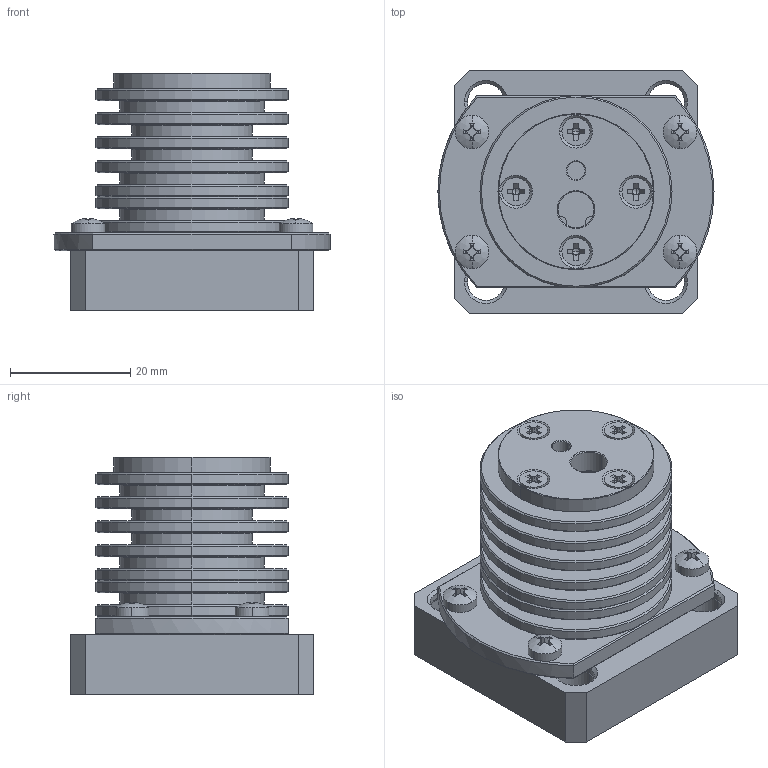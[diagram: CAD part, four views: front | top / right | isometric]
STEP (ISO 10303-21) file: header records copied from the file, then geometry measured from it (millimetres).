
FILE_DESCRIPTION (( 'STEP AP214' ), '1' );
FILE_NAME ('THR-101-110-010_00.STEP', '2024-12-29T15:36:27', ( '' ), ( '' ), 'SwSTEP 2.0', 'SolidWorks 2022', '' );
FILE_SCHEMA (( 'AUTOMOTIVE_DESIGN' ));
Length unit declared in the file: millimetre
Products named in the file (14): countersunk flat head cross recess screw_din_DIN EN ISO 7046-1 - M2.5 x 16 - Z - 16N; Hamamatsu_A3179_310; Hamamatsu_TO-8_G12180_1mm_die; Hamamatsu_A3179_320; countersunk flat head cross recess screw_din_DIN EN ISO 7046-1 - M2.5 x 5 - Z - 5N; Hamamatsu_G12180-210A; Hamamatsu_A3179-01_010; THR-101-110-110_00; THR-101-110-010_00; Hamamatsu_TO-8_10mm_can; Hamamatsu_A3179_120; Hamamatsu_A3179_210; sheet metal screws_din_Tapping screw DIN 7049-ST2.9x9.5-C-H-N; Hamamatsu_TO-8_window
Assembly tree (22 placements, depth 3):
  THR-101-110-010_00
    THR-101-110-110_00
    Hamamatsu_A3179-01_010
      Hamamatsu_A3179_120
      Hamamatsu_A3179_210
      Hamamatsu_A3179_310
      Hamamatsu_A3179_320
      countersunk flat head cross recess screw_din_DIN EN ISO 7046-1 - M2.5 x 5 - Z - 5N  x4
      countersunk flat head cross recess screw_din_DIN EN ISO 7046-1 - M2.5 x 16 - Z - 16N  x4
    sheet metal screws_din_Tapping screw DIN 7049-ST2.9x9.5-C-H-N  x4
    Hamamatsu_G12180-210A
      Hamamatsu_TO-8_10mm_can
      Hamamatsu_TO-8_G12180_1mm_die
      Hamamatsu_TO-8_window
Bounding box: 46 x 40.6 x 39.6 mm (x, y, z)
Volume: 27700.2 mm3; surface area: 24476.2 mm2
Topology: 20 solids, 20 shells, 931 faces, 2158 edges, 1271 vertices
Faces by surface type: plane 339, cone 320, cylinder 220, torus 44, sphere 8
Entity records: 17844 total; most frequent: DIRECTION 3193, CARTESIAN_POINT 3041, ORIENTED_EDGE 2636, EDGE_CURVE 1318, AXIS2_PLACEMENT_3D 1314, VERTEX_POINT 788, EDGE_LOOP 702, CIRCLE 692
